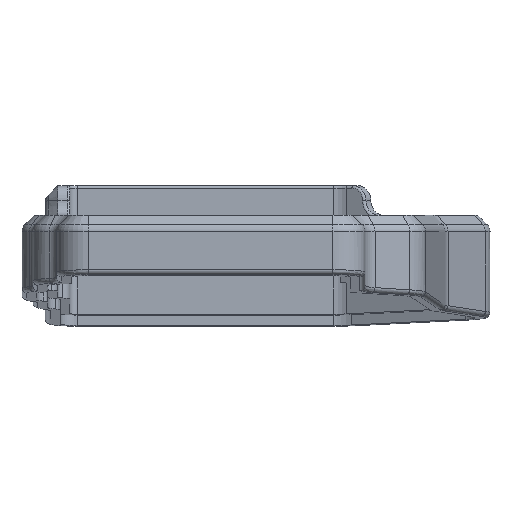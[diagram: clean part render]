
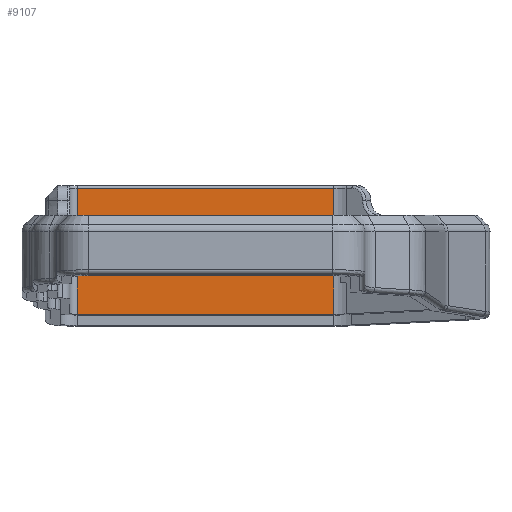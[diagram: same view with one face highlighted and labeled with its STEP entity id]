
A CAD part, left-side view. The second image highlights one B-rep face of the part: STEP entity #9107.
In plain terms, the highlighted planar face has unit normal (-1, 0, 0).
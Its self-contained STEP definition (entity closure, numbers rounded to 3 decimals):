
#172=FACE_BOUND('',#1373,.T.);
#173=FACE_BOUND('',#1374,.T.);
#434=PLANE('',#9966);
#805=FACE_OUTER_BOUND('',#1372,.T.);
#1372=EDGE_LOOP('',(#7351,#7352,#7353,#7354));
#1373=EDGE_LOOP('',(#7355,#7356,#7357,#7358,#7359,#7360,#7361,#7362));
#1374=EDGE_LOOP('',(#7363,#7364,#7365,#7366,#7367,#7368,#7369,#7370));
#1989=LINE('',#14907,#2745);
#2134=LINE('',#16027,#2890);
#2135=LINE('',#16031,#2891);
#2136=LINE('',#16032,#2892);
#2137=LINE('',#16035,#2893);
#2138=LINE('',#16039,#2894);
#2139=LINE('',#16043,#2895);
#2140=LINE('',#16047,#2896);
#2141=LINE('',#16051,#2897);
#2142=LINE('',#16055,#2898);
#2143=LINE('',#16059,#2899);
#2144=LINE('',#16063,#2900);
#2745=VECTOR('',#11416,10.);
#2890=VECTOR('',#12127,10.);
#2891=VECTOR('',#12132,10.);
#2892=VECTOR('',#12133,10.);
#2893=VECTOR('',#12134,10.);
#2894=VECTOR('',#12137,10.);
#2895=VECTOR('',#12140,10.);
#2896=VECTOR('',#12143,10.);
#2897=VECTOR('',#12146,10.);
#2898=VECTOR('',#12149,10.);
#2899=VECTOR('',#12152,10.);
#2900=VECTOR('',#12155,10.);
#3447=CIRCLE('',#9967,0.5);
#3448=CIRCLE('',#9968,0.5);
#3449=CIRCLE('',#9969,0.5);
#3450=CIRCLE('',#9970,0.5);
#3451=CIRCLE('',#9971,0.5);
#3452=CIRCLE('',#9972,0.5);
#3453=CIRCLE('',#9973,0.5);
#3454=CIRCLE('',#9974,0.5);
#4054=VERTEX_POINT('',#14904);
#4055=VERTEX_POINT('',#14906);
#4247=VERTEX_POINT('',#16026);
#4248=VERTEX_POINT('',#16030);
#4249=VERTEX_POINT('',#16033);
#4250=VERTEX_POINT('',#16034);
#4251=VERTEX_POINT('',#16036);
#4252=VERTEX_POINT('',#16038);
#4253=VERTEX_POINT('',#16040);
#4254=VERTEX_POINT('',#16042);
#4255=VERTEX_POINT('',#16044);
#4256=VERTEX_POINT('',#16046);
#4257=VERTEX_POINT('',#16049);
#4258=VERTEX_POINT('',#16050);
#4259=VERTEX_POINT('',#16052);
#4260=VERTEX_POINT('',#16054);
#4261=VERTEX_POINT('',#16056);
#4262=VERTEX_POINT('',#16058);
#4263=VERTEX_POINT('',#16060);
#4264=VERTEX_POINT('',#16062);
#5060=EDGE_CURVE('',#4055,#4054,#1989,.T.);
#5383=EDGE_CURVE('',#4055,#4247,#2134,.T.);
#5385=EDGE_CURVE('',#4054,#4248,#2135,.T.);
#5386=EDGE_CURVE('',#4247,#4248,#2136,.T.);
#5387=EDGE_CURVE('',#4249,#4250,#2137,.T.);
#5388=EDGE_CURVE('',#4250,#4251,#3447,.T.);
#5389=EDGE_CURVE('',#4251,#4252,#2138,.T.);
#5390=EDGE_CURVE('',#4252,#4253,#3448,.T.);
#5391=EDGE_CURVE('',#4253,#4254,#2139,.T.);
#5392=EDGE_CURVE('',#4254,#4255,#3449,.T.);
#5393=EDGE_CURVE('',#4255,#4256,#2140,.T.);
#5394=EDGE_CURVE('',#4256,#4249,#3450,.T.);
#5395=EDGE_CURVE('',#4257,#4258,#2141,.T.);
#5396=EDGE_CURVE('',#4258,#4259,#3451,.T.);
#5397=EDGE_CURVE('',#4259,#4260,#2142,.T.);
#5398=EDGE_CURVE('',#4260,#4261,#3452,.T.);
#5399=EDGE_CURVE('',#4261,#4262,#2143,.T.);
#5400=EDGE_CURVE('',#4262,#4263,#3453,.T.);
#5401=EDGE_CURVE('',#4263,#4264,#2144,.T.);
#5402=EDGE_CURVE('',#4264,#4257,#3454,.T.);
#7351=ORIENTED_EDGE('',*,*,#5060,.T.);
#7352=ORIENTED_EDGE('',*,*,#5385,.T.);
#7353=ORIENTED_EDGE('',*,*,#5386,.F.);
#7354=ORIENTED_EDGE('',*,*,#5383,.F.);
#7355=ORIENTED_EDGE('',*,*,#5387,.T.);
#7356=ORIENTED_EDGE('',*,*,#5388,.T.);
#7357=ORIENTED_EDGE('',*,*,#5389,.T.);
#7358=ORIENTED_EDGE('',*,*,#5390,.T.);
#7359=ORIENTED_EDGE('',*,*,#5391,.T.);
#7360=ORIENTED_EDGE('',*,*,#5392,.T.);
#7361=ORIENTED_EDGE('',*,*,#5393,.T.);
#7362=ORIENTED_EDGE('',*,*,#5394,.T.);
#7363=ORIENTED_EDGE('',*,*,#5395,.T.);
#7364=ORIENTED_EDGE('',*,*,#5396,.T.);
#7365=ORIENTED_EDGE('',*,*,#5397,.T.);
#7366=ORIENTED_EDGE('',*,*,#5398,.T.);
#7367=ORIENTED_EDGE('',*,*,#5399,.T.);
#7368=ORIENTED_EDGE('',*,*,#5400,.T.);
#7369=ORIENTED_EDGE('',*,*,#5401,.T.);
#7370=ORIENTED_EDGE('',*,*,#5402,.T.);
#9107=ADVANCED_FACE('',(#805,#172,#173),#434,.T.);
#9966=AXIS2_PLACEMENT_3D('',#16029,#12130,#12131);
#9967=AXIS2_PLACEMENT_3D('',#16037,#12135,#12136);
#9968=AXIS2_PLACEMENT_3D('',#16041,#12138,#12139);
#9969=AXIS2_PLACEMENT_3D('',#16045,#12141,#12142);
#9970=AXIS2_PLACEMENT_3D('',#16048,#12144,#12145);
#9971=AXIS2_PLACEMENT_3D('',#16053,#12147,#12148);
#9972=AXIS2_PLACEMENT_3D('',#16057,#12150,#12151);
#9973=AXIS2_PLACEMENT_3D('',#16061,#12153,#12154);
#9974=AXIS2_PLACEMENT_3D('',#16064,#12156,#12157);
#11416=DIRECTION('',(0.,-1.,0.));
#12127=DIRECTION('',(0.,0.,1.));
#12130=DIRECTION('center_axis',(-1.,0.,0.));
#12131=DIRECTION('ref_axis',(0.,-1.,0.));
#12132=DIRECTION('',(0.,0.,1.));
#12133=DIRECTION('',(0.,-1.,0.));
#12134=DIRECTION('',(0.,-1.,0.));
#12135=DIRECTION('center_axis',(1.,0.,0.));
#12136=DIRECTION('ref_axis',(0.,0.,1.));
#12137=DIRECTION('',(0.,0.,-1.));
#12138=DIRECTION('center_axis',(1.,0.,0.));
#12139=DIRECTION('ref_axis',(0.,-1.,0.));
#12140=DIRECTION('',(0.,1.,0.));
#12141=DIRECTION('center_axis',(1.,0.,0.));
#12142=DIRECTION('ref_axis',(0.,0.,-1.));
#12143=DIRECTION('',(0.,0.,1.));
#12144=DIRECTION('center_axis',(1.,0.,0.));
#12145=DIRECTION('ref_axis',(0.,1.,0.));
#12146=DIRECTION('',(0.,0.,-1.));
#12147=DIRECTION('center_axis',(1.,0.,0.));
#12148=DIRECTION('ref_axis',(0.,-1.,0.));
#12149=DIRECTION('',(0.,1.,0.));
#12150=DIRECTION('center_axis',(1.,0.,0.));
#12151=DIRECTION('ref_axis',(0.,0.,-1.));
#12152=DIRECTION('',(0.,0.,1.));
#12153=DIRECTION('center_axis',(1.,0.,0.));
#12154=DIRECTION('ref_axis',(0.,1.,0.));
#12155=DIRECTION('',(0.,-1.,0.));
#12156=DIRECTION('center_axis',(1.,0.,0.));
#12157=DIRECTION('ref_axis',(0.,0.,1.));
#14904=CARTESIAN_POINT('',(111.8,1.32,-11.115));
#14906=CARTESIAN_POINT('',(111.8,53.48,-11.115));
#14907=CARTESIAN_POINT('',(111.8,35.298,-11.115));
#16026=CARTESIAN_POINT('',(111.8,53.48,14.5));
#16027=CARTESIAN_POINT('',(111.8,53.48,0.));
#16029=CARTESIAN_POINT('Origin',(111.8,53.48,0.));
#16030=CARTESIAN_POINT('',(111.8,1.32,14.5));
#16031=CARTESIAN_POINT('',(111.8,1.32,0.));
#16032=CARTESIAN_POINT('',(111.8,39.871,14.5));
#16033=CARTESIAN_POINT('',(111.8,10.48,6.));
#16034=CARTESIAN_POINT('',(111.8,5.48,6.));
#16035=CARTESIAN_POINT('',(111.8,29.48,6.));
#16036=CARTESIAN_POINT('',(111.8,4.98,5.5));
#16037=CARTESIAN_POINT('Origin',(111.8,5.48,5.5));
#16038=CARTESIAN_POINT('',(111.8,4.98,3.5));
#16039=CARTESIAN_POINT('',(111.8,4.98,1.75));
#16040=CARTESIAN_POINT('',(111.8,5.48,3.));
#16041=CARTESIAN_POINT('Origin',(111.8,5.48,3.5));
#16042=CARTESIAN_POINT('',(111.8,10.48,3.));
#16043=CARTESIAN_POINT('',(111.8,31.98,3.));
#16044=CARTESIAN_POINT('',(111.8,10.98,3.5));
#16045=CARTESIAN_POINT('Origin',(111.8,10.48,3.5));
#16046=CARTESIAN_POINT('',(111.8,10.98,5.5));
#16047=CARTESIAN_POINT('',(111.8,10.98,2.75));
#16048=CARTESIAN_POINT('Origin',(111.8,10.48,5.5));
#16049=CARTESIAN_POINT('',(111.8,13.98,5.5));
#16050=CARTESIAN_POINT('',(111.8,13.98,3.5));
#16051=CARTESIAN_POINT('',(111.8,13.98,1.75));
#16052=CARTESIAN_POINT('',(111.8,14.48,3.));
#16053=CARTESIAN_POINT('Origin',(111.8,14.48,3.5));
#16054=CARTESIAN_POINT('',(111.8,17.48,3.));
#16055=CARTESIAN_POINT('',(111.8,35.48,3.));
#16056=CARTESIAN_POINT('',(111.8,17.98,3.5));
#16057=CARTESIAN_POINT('Origin',(111.8,17.48,3.5));
#16058=CARTESIAN_POINT('',(111.8,17.98,5.5));
#16059=CARTESIAN_POINT('',(111.8,17.98,2.75));
#16060=CARTESIAN_POINT('',(111.8,17.48,6.));
#16061=CARTESIAN_POINT('Origin',(111.8,17.48,5.5));
#16062=CARTESIAN_POINT('',(111.8,14.48,6.));
#16063=CARTESIAN_POINT('',(111.8,33.98,6.));
#16064=CARTESIAN_POINT('Origin',(111.8,14.48,5.5));
